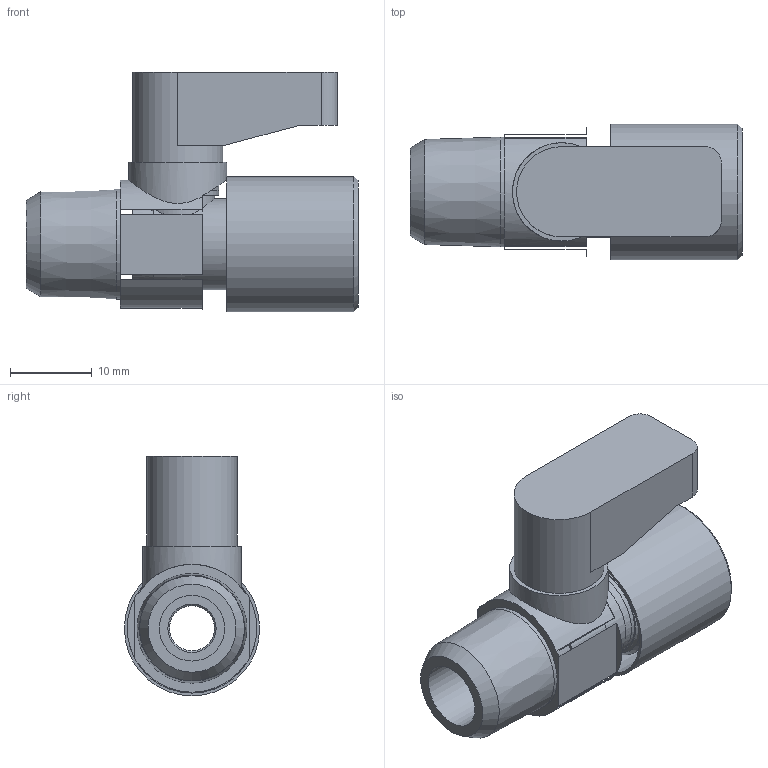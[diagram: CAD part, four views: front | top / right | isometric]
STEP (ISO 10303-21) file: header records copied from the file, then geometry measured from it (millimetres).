
FILE_DESCRIPTION(( 'MV.36V.14.14.STP' ), '1');
FILE_NAME( 'MV.36V.14.14.STP', '2018-10-05T11:23:13',( 'Sopra'),('sopra-pneumatic.com'), 'SwSTEP 2.0','SolidWorks 2009','' );
FILE_SCHEMA (('AUTOMOTIVE_DESIGN { 1 0 10303 214 1 1 1 1 }'));
Length unit declared in the file: millimetre
Products named in the file (8): Root; PTFE-Dichtung; Kugel; Verschraubung; O-Ring; Körper; Griff
Assembly tree (7 placements, depth 3):
  Root
    PTFE-Dichtung
    Kugel
    Verschraubung
      O-Ring
      PTFE-Dichtung
    Körper
    Griff
Bounding box: 40.5 x 16.5 x 29.25 mm (x, y, z)
Volume: 7368.5 mm3; surface area: 6565.8 mm2
Topology: 7 solids, 7 shells, 108 faces, 238 edges, 157 vertices
Faces by surface type: plane 64, cylinder 31, cone 9, torus 3, sphere 1
Full cylindrical faces by diameter (mm): 5.5 x5, 8 x2, 9 x1, 9.2 x1, 10 x2, 10.445 x2, 10.5 x2, 11 x3, 11.1 x1, 11.445 x1, 12 x1, 13.157 x1, 13.388 x1, 15.8 x2, 16.5 x1
Entity records: 6083 total; most frequent: CARTESIAN_POINT 1901, DIRECTION 505, PRESENTATION_STYLE_ASSIGNMENT 371, COLOUR_RGB 369, DRAUGHTING_PRE_DEFINED_CURVE_FONT 364, CURVE_STYLE 364, OVER_RIDING_STYLED_ITEM 364, ORIENTED_EDGE 364
